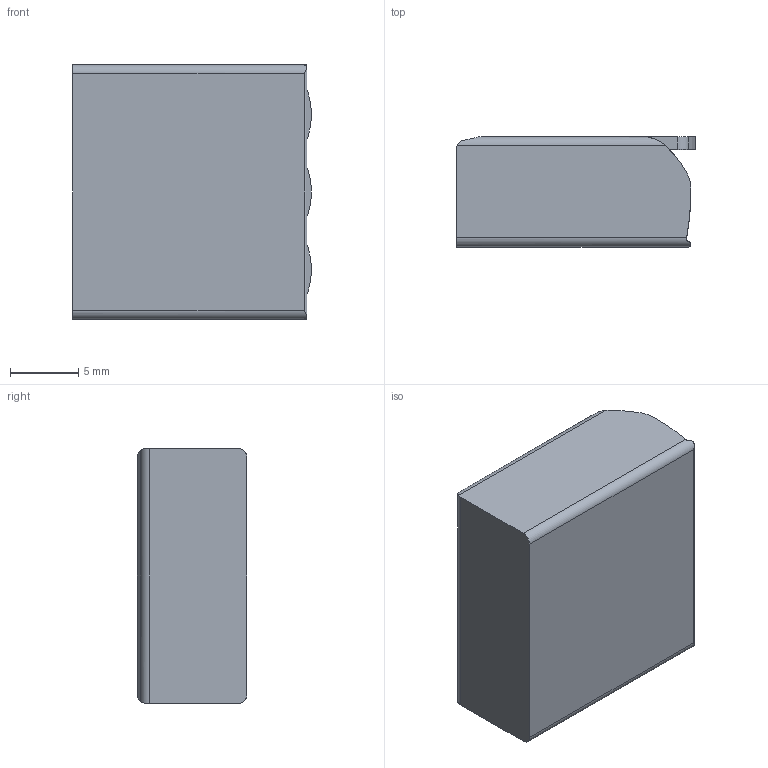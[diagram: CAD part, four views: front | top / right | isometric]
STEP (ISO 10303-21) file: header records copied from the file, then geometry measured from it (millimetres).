
FILE_DESCRIPTION(/* description */ (''),/* implementation_level */ '2;1');
FILE_NAME(/* name */ 'WAGO_3.stp',/* time_stamp */ '2024-02-16T09:35:45-06:00',/* author */ ('18179'),/* organization */ (''),/* preprocessor_version */ 'ST-DEVELOPER v19.2',/* originating_system */ 'Autodesk Inventor 2024',/* authorisation */ '');
FILE_SCHEMA (('AUTOMOTIVE_DESIGN { 1 0 10303 214 3 1 1 }'));
Length unit declared in the file: millimetre
Products named in the file (1): WAGO_3
Bounding box: 17.55 x 8.08 x 18.7 mm (x, y, z)
Volume: 2386 mm3; surface area: 1582.1 mm2
Topology: 1 solids, 1 shells, 151 faces, 447 edges, 298 vertices
Faces by surface type: plane 87, cylinder 64
Entity records: 5412 total; most frequent: CARTESIAN_POINT 1259, ORIENTED_EDGE 894, DIRECTION 829, EDGE_CURVE 447, VERTEX_POINT 298, LINE 285, VECTOR 285, AXIS2_PLACEMENT_3D 272
